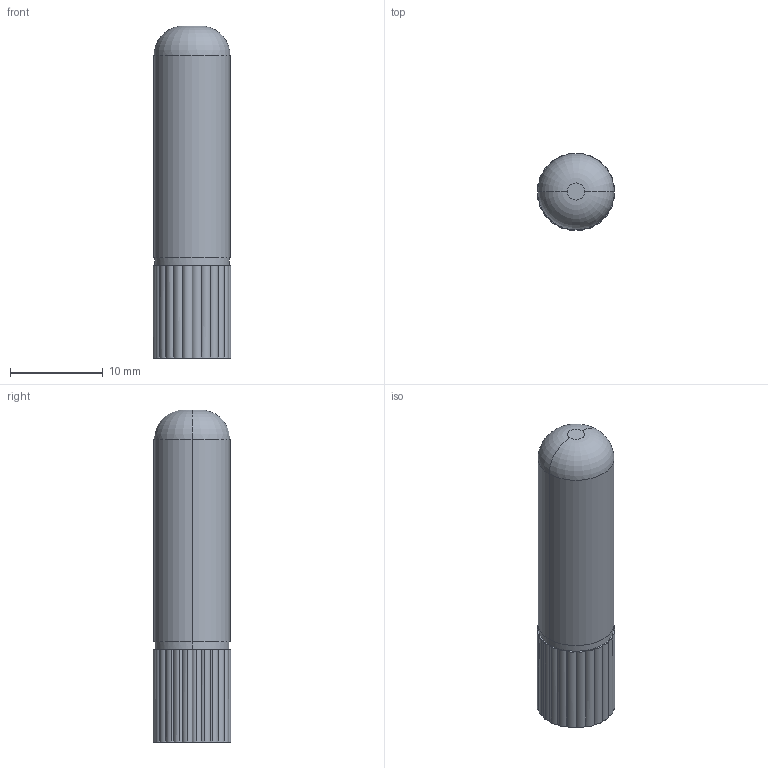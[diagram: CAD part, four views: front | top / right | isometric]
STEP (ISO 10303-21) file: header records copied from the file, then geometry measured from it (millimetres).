
FILE_DESCRIPTION (( 'STEP AP214' ), '1' );
FILE_NAME ('GW.53.A151_Web.STEP', '2025-06-06T03:00:36', ( '' ), ( '' ), 'SwSTEP 2.0', 'SolidWorks 2022', '' );
FILE_SCHEMA (( 'AUTOMOTIVE_DESIGN' ));
Length unit declared in the file: millimetre
Products named in the file (1): GW.53.A151_Web
Bounding box: 8.37 x 8.36 x 35.8 mm (x, y, z)
Volume: 1743.4 mm3; surface area: 1257.4 mm2
Topology: 1 solids, 1 shells, 142 faces, 336 edges, 205 vertices
Faces by surface type: cylinder 66, plane 60, bspline 9, cone 5, torus 2
Entity records: 6951 total; most frequent: CARTESIAN_POINT 3609, DIRECTION 755, ORIENTED_EDGE 672, AXIS2_PLACEMENT_3D 341, EDGE_CURVE 336, CIRCLE 207, VERTEX_POINT 205, EDGE_LOOP 151
